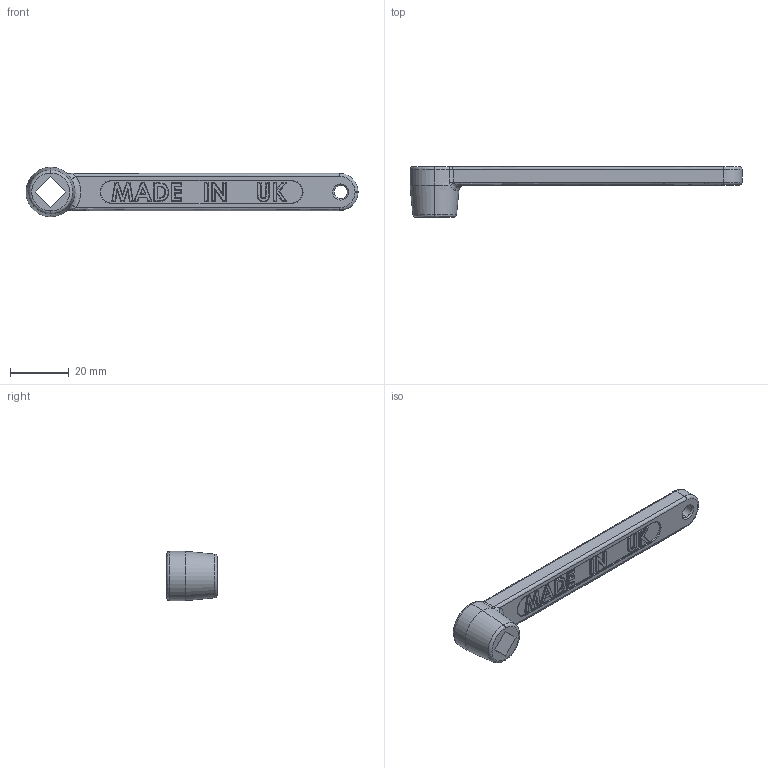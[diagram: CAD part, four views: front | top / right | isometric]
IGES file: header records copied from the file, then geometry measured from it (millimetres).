
Start section: SolidWorks IGES file using analytic representation for surfaces
Global section: file name: NTC 111 Gas cylinder key.IGS; native system: SolidWorks 2009; preprocessor: SolidWorks 2009; author: cad; date: 091021.085123; units: millimetre
Bounding box: 113.5 x 17.3 x 16.9 mm (x, y, z)
Volume: 9312.7 mm3; surface area: 5581.6 mm2
Topology: 1 solids, 1 shells, 709 faces, 1592 edges, 906 vertices
Faces by surface type: revolution 335, bspline 189, plane 185
